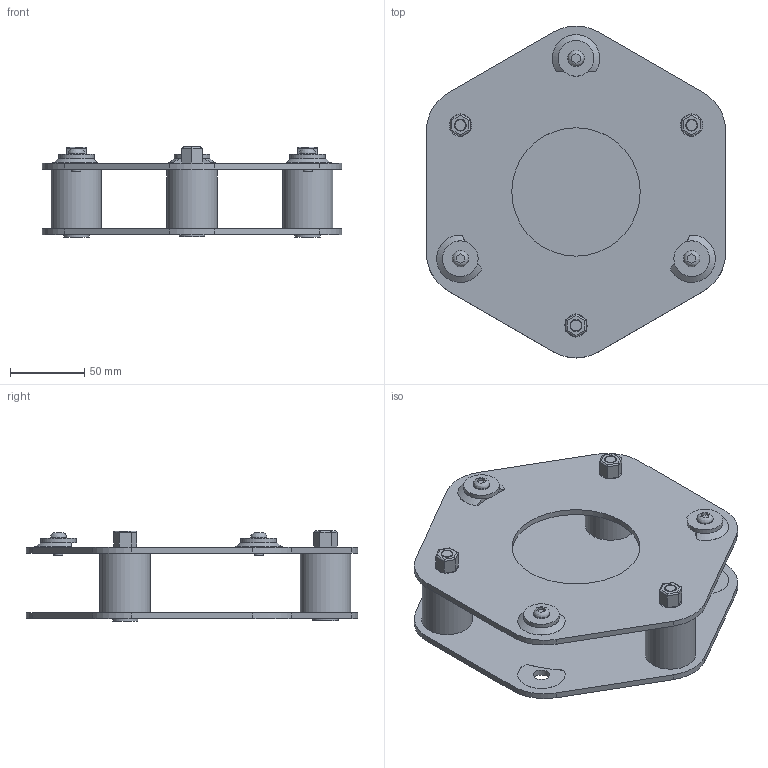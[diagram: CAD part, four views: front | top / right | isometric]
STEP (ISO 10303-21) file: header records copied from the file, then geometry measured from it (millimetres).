
FILE_DESCRIPTION (( 'STEP AP214' ), '1' );
FILE_NAME ('FMC-CB.STEP', '2020-08-21T16:09:40', ( '' ), ( '' ), 'SwSTEP 2.0', 'SolidWorks 2019', '' );
FILE_SCHEMA (( 'AUTOMOTIVE_DESIGN' ));
Length unit declared in the file: inch
Products named in the file (1): FMC-CB
Bounding box: 201.72 x 223.64 x 60.66 mm (x, y, z)
Volume: 385551.5 mm3; surface area: 167192.6 mm2
Topology: 20 solids, 20 shells, 185 faces, 384 edges, 248 vertices
Faces by surface type: plane 97, cylinder 76, bspline 9, cone 3
Full cylindrical faces by diameter (mm): 6 x6, 7.2 x3, 8 x3, 10 x6, 11 x3, 11.003 x3, 17.082 x3, 24 x3, 34 x3, 86.5 x1
Entity records: 5337 total; most frequent: CARTESIAN_POINT 1327, DIRECTION 760, ORIENTED_EDGE 670, EDGE_CURVE 335, AXIS2_PLACEMENT_3D 296, EDGE_LOOP 269, VERTEX_POINT 242, FACE_OUTER_BOUND 228
